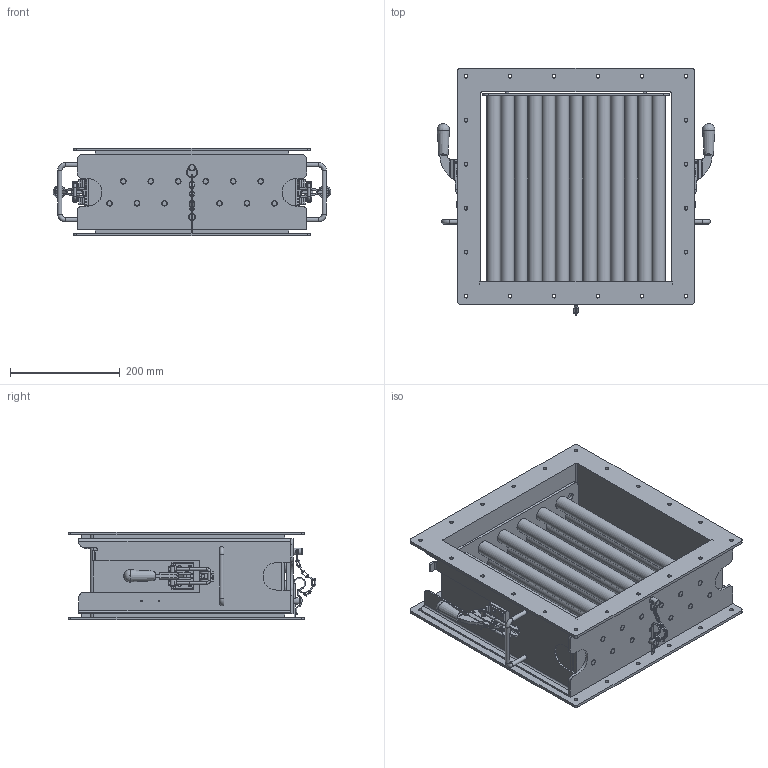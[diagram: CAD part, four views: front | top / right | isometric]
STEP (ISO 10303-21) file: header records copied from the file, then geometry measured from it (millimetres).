
FILE_DESCRIPTION(/* description */ (''),/* implementation_level */ '2;1');
FILE_NAME(/* name */ 'SECF350438 A.stp',/* time_stamp */ '2018-09-13T08:31:39+02:00',/* author */ ('cr'),/* organization */ (''),/* preprocessor_version */ 'ST-DEVELOPER v16.5',/* originating_system */ 'Autodesk Inventor 2017',/* authorisation */ '');
FILE_SCHEMA (('CONFIG_CONTROL_DESIGN'));
Length unit declared in the file: millimetre
Products named in the file (1): Part1
Bounding box: 505.08 x 450.85 x 160 mm (x, y, z)
Volume: 2598540.3 mm3; surface area: 1830839.1 mm2
Topology: 13 solids, 14 shells, 1149 faces, 2882 edges, 1855 vertices
Faces by surface type: cylinder 445, plane 435, cone 191, torus 46, bspline 30, sphere 2
Full cylindrical faces by diameter (mm): 2 x16, 2.459 x2, 2.5 x3, 3.2 x8, 4 x14, 4.763 x6, 4.826 x10, 4.917 x8, 5 x1, 5.588 x4, 6 x12, 6.2 x2, 6.647 x40, 6.731 x8, 6.858 x4, 7.112 x2, 8 x6, 9.525 x2, 9.652 x4, 10 x17, 10.1 x15, 12 x15, 14 x3, 24 x13, 25 x39
Entity records: 37921 total; most frequent: CARTESIAN_POINT 11226, DIRECTION 5365, ORIENTED_EDGE 4688, EDGE_CURVE 2334, AXIS2_PLACEMENT_3D 2224, EDGE_LOOP 1861, VERTEX_POINT 1689, STYLED_ITEM 1156
